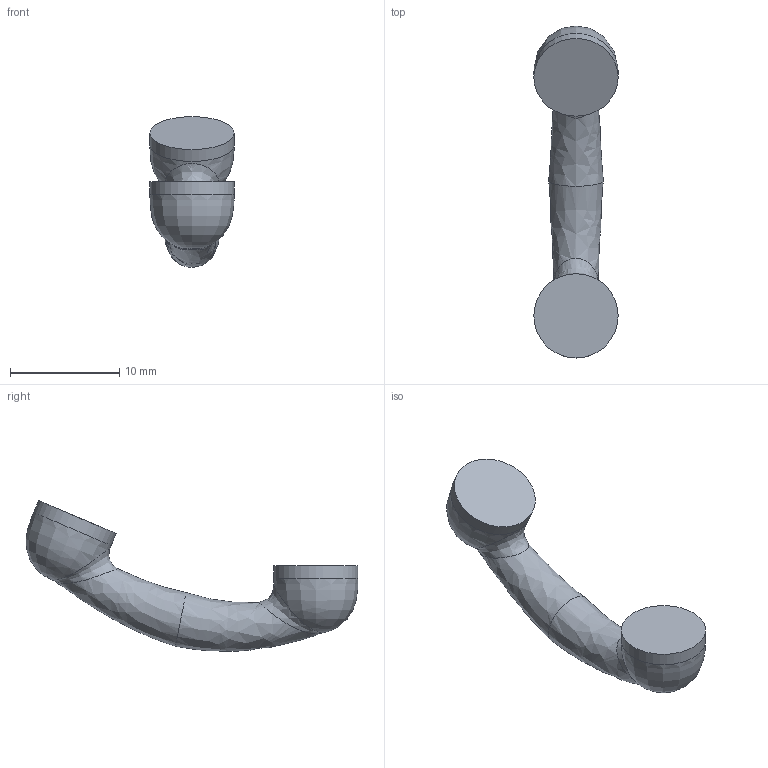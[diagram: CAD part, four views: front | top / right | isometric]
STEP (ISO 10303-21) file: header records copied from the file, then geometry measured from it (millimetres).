
FILE_DESCRIPTION(/* description */ (''),/* implementation_level */ '2;1');
FILE_NAME(/* name */ 'sluchatko v4.step',/* time_stamp */ '2022-10-05T12:37:36+02:00',/* author */ (''),/* organization */ (''),/* preprocessor_version */ 'ST-DEVELOPER v19',/* originating_system */ 'Autodesk Translation Framework v11.7.0.108',/* authorisation */ '');
FILE_SCHEMA (('AUTOMOTIVE_DESIGN { 1 0 10303 214 3 1 1 }'));
Length unit declared in the file: millimetre
Products named in the file (1): sluchatko
Bounding box: 7.7 x 30.35 x 13.78 mm (x, y, z)
Volume: 766.1 mm3; surface area: 642.6 mm2
Topology: 1 solids, 1 shells, 10 faces, 22 edges, 14 vertices
Faces by surface type: bspline 6, cylinder 2, plane 2
Full cylindrical faces by diameter (mm): 7.7 x2
Entity records: 899 total; most frequent: CARTESIAN_POINT 680, ORIENTED_EDGE 42, DIRECTION 30, EDGE_CURVE 21, VERTEX_POINT 14, AXIS2_PLACEMENT_3D 14, EDGE_LOOP 11, FACE_OUTER_BOUND 10
